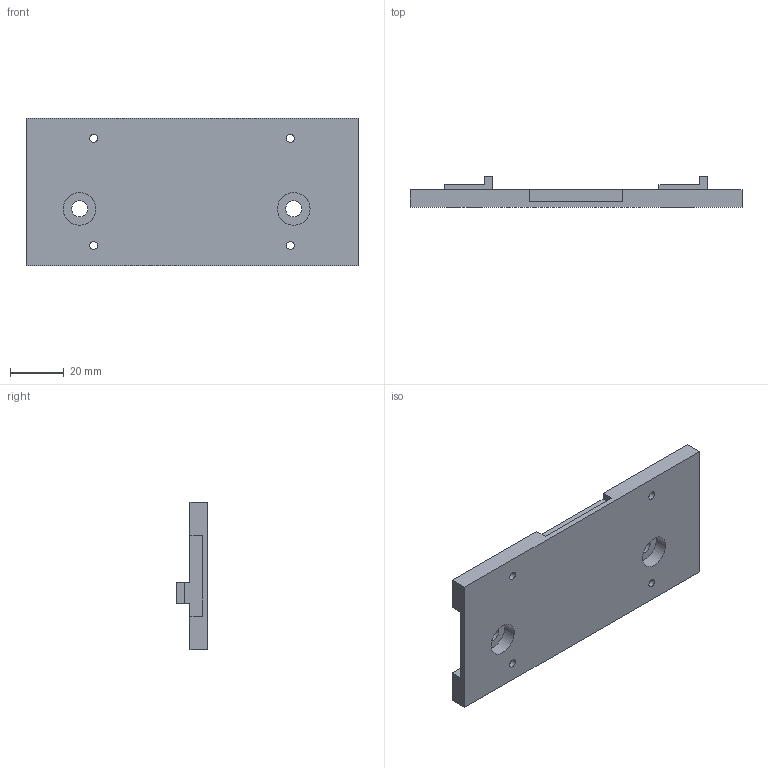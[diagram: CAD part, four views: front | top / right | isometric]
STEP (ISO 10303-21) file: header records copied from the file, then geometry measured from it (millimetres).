
FILE_DESCRIPTION(/* description */ (''),/* implementation_level */ '2;1');
FILE_NAME(/* name */ '083c5a49-d210-40d5-bff6-d4107731a5fb.stp',/* time_stamp */ '2017-01-30T12:26:04+00:00',/* author */ (''),/* organization */ (''),/* preprocessor_version */ 'ST-DEVELOPER v16.5',/* originating_system */ 'Autodesk Translation Framework v5.2.0.2920',/* authorisation */ '');
FILE_SCHEMA (('AUTOMOTIVE_DESIGN { 1 0 10303 214 3 1 1 }'));
Length unit declared in the file: millimetre
Products named in the file (1): mount_plate_electronics v5
Bounding box: 124 x 11.5 x 55 mm (x, y, z)
Volume: 28508.9 mm3; surface area: 18186.5 mm2
Topology: 1 solids, 1 shells, 60 faces, 157 edges, 105 vertices
Faces by surface type: plane 48, cylinder 12
Full cylindrical faces by diameter (mm): 3 x3, 3.021 x1, 6 x6, 12.2 x2
Entity records: 1810 total; most frequent: CARTESIAN_POINT 309, DIRECTION 290, ORIENTED_EDGE 288, EDGE_CURVE 144, LINE 120, VECTOR 120, VERTEX_POINT 104, EDGE_LOOP 90
